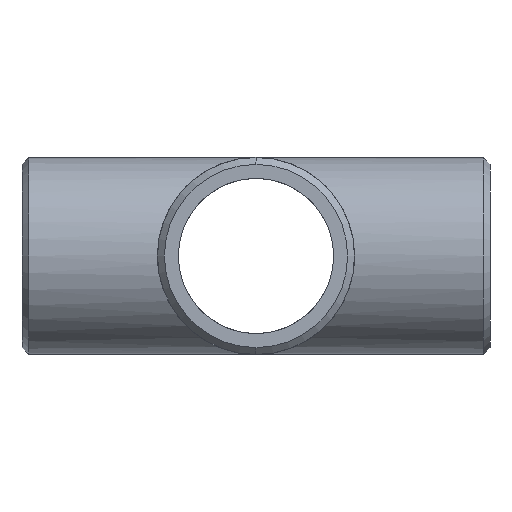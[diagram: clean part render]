
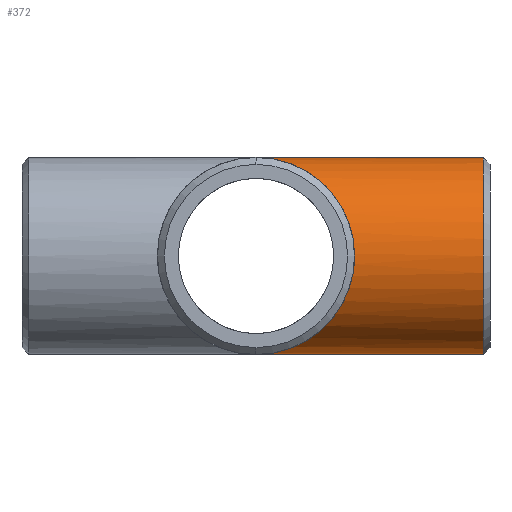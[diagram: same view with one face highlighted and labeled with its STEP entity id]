
A CAD part, left-side view. The second image highlights one B-rep face of the part: STEP entity #372.
In plain terms, the highlighted cylindrical face has radius 24 mm (diameter 48 mm), a partial arc.
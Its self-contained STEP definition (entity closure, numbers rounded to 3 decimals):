
#6 = DIRECTION ( 'NONE',  ( 0., 0., -1. ) ) ;
#21 = ORIENTED_EDGE ( 'NONE', *, *, #225, .T. ) ;
#35 = CARTESIAN_POINT ( 'NONE',  ( 0., -55.307, -24. ) ) ;
#41 = VECTOR ( 'NONE', #696, 1000. ) ;
#45 = DIRECTION ( 'NONE',  ( 0., 0., -1. ) ) ;
#87 = CARTESIAN_POINT ( 'NONE',  ( -48., -48., 24. ) ) ;
#100 = CARTESIAN_POINT ( 'NONE',  ( 0., -57., 24. ) ) ;
#143 = CARTESIAN_POINT ( 'NONE',  ( 0., 0., 24. ) ) ;
#159 = CARTESIAN_POINT ( 'NONE',  ( 0., -55.307, 24. ) ) ;
#213 = DIRECTION ( 'NONE',  ( 0., 1., 0. ) ) ;
#225 = EDGE_CURVE ( 'NONE', #326, #272, #487, .T. ) ;
#263 = EDGE_CURVE ( 'NONE', #272, #425, #593, .T. ) ;
#272 = VERTEX_POINT ( 'NONE', #159 ) ;
#283 =( BOUNDED_CURVE ( )  B_SPLINE_CURVE ( 3, ( #436, #506, #87, #143 ),
 .UNSPECIFIED., .F., .T. ) 
 B_SPLINE_CURVE_WITH_KNOTS ( ( 4, 4 ),
 ( 4.712, 7.854 ),
 .UNSPECIFIED. ) 
 CURVE ( )  GEOMETRIC_REPRESENTATION_ITEM ( )  RATIONAL_B_SPLINE_CURVE ( ( 1., 0.333, 0.333, 1. ) ) 
 REPRESENTATION_ITEM ( '' )  );
#302 = AXIS2_PLACEMENT_3D ( 'NONE', #713, #213, #45 ) ;
#305 = ORIENTED_EDGE ( 'NONE', *, *, #263, .T. ) ;
#326 = VERTEX_POINT ( 'NONE', #35 ) ;
#359 = ORIENTED_EDGE ( 'NONE', *, *, #616, .F. ) ;
#372 = ADVANCED_FACE ( 'NONE', ( #683 ), #606, .T. ) ;
#395 = VERTEX_POINT ( 'NONE', #615 ) ;
#425 = VERTEX_POINT ( 'NONE', #489 ) ;
#436 = CARTESIAN_POINT ( 'NONE',  ( 0., 0., -24. ) ) ;
#440 = LINE ( 'NONE', #693, #41 ) ;
#487 = CIRCLE ( 'NONE', #302, 24. ) ;
#489 = CARTESIAN_POINT ( 'NONE',  ( 0., 0., 24. ) ) ;
#499 = AXIS2_PLACEMENT_3D ( 'NONE', #620, #542, #6 ) ;
#506 = CARTESIAN_POINT ( 'NONE',  ( -48., -48., -24. ) ) ;
#542 = DIRECTION ( 'NONE',  ( 0., 1., 0. ) ) ;
#580 = EDGE_LOOP ( 'NONE', ( #21, #305, #704, #359 ) ) ;
#593 = LINE ( 'NONE', #100, #788 ) ;
#598 = EDGE_CURVE ( 'NONE', #395, #425, #283, .T. ) ;
#606 = CYLINDRICAL_SURFACE ( 'NONE', #499, 24. ) ;
#615 = CARTESIAN_POINT ( 'NONE',  ( 0., 0., -24. ) ) ;
#616 = EDGE_CURVE ( 'NONE', #326, #395, #440, .T. ) ;
#620 = CARTESIAN_POINT ( 'NONE',  ( 0., -57., 0. ) ) ;
#653 = DIRECTION ( 'NONE',  ( 0., 1., 0. ) ) ;
#683 = FACE_OUTER_BOUND ( 'NONE', #580, .T. ) ;
#693 = CARTESIAN_POINT ( 'NONE',  ( 0., -57., -24. ) ) ;
#696 = DIRECTION ( 'NONE',  ( 0., 1., 0. ) ) ;
#704 = ORIENTED_EDGE ( 'NONE', *, *, #598, .F. ) ;
#713 = CARTESIAN_POINT ( 'NONE',  ( 0., -55.307, 0. ) ) ;
#788 = VECTOR ( 'NONE', #653, 1000. ) ;
